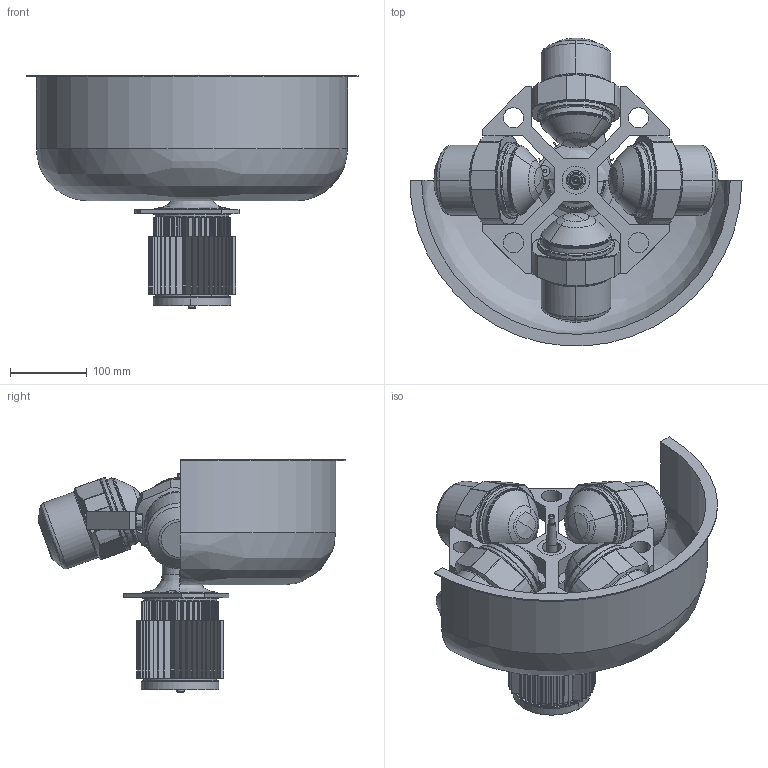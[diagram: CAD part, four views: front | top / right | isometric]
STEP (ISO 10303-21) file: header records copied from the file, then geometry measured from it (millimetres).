
FILE_DESCRIPTION(('FreeCAD Model'),'2;1');
FILE_NAME('Open CASCADE Shape Model','2025-04-29T18:49:58',('FreeCAD'),( 'FreeCAD'),'Open CASCADE STEP processor 7.6','FreeCAD','Unknown');
FILE_SCHEMA(('AUTOMOTIVE_DESIGN { 1 0 10303 214 1 1 1 1 }'));
Products named in the file (1): Open CASCADE STEP translator 7.6 1
Bounding box: 432.67 x 401.08 x 303.43 mm (x, y, z)
Volume: 1909910.5 mm3; surface area: 991386.8 mm2
Topology: 14 solids, 14 shells, 1313 faces, 3328 edges, 2100 vertices
Faces by surface type: bspline 1313
Entity records: 41575 total; most frequent: CARTESIAN_POINT 23450, ORIENTED_EDGE 6656, EDGE_CURVE 3328, VERTEX_POINT 2100, B_SPLINE_CURVE_WITH_KNOTS 1561, FACE_BOUND 1396, EDGE_LOOP 1396, ADVANCED_FACE 1313
